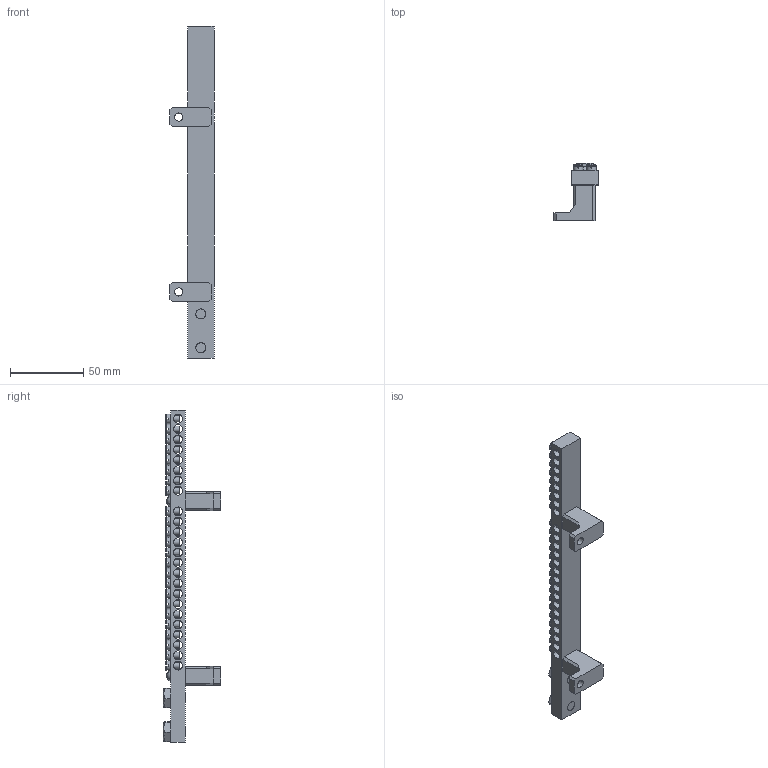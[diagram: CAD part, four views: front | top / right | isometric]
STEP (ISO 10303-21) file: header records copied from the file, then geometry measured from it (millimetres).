
FILE_DESCRIPTION (( 'STEP AP214' ), '1' );
FILE_NAME ('Øèíà N íîëü íà äâóõ óãë. èçîë. 200À ØÍÈ-10õ18-48-L2-Ñ IEK.STEP', '2023-04-13T12:57:46', ( '' ), ( '' ), 'SwSTEP 2.0', 'SolidWorks 2022', '' );
FILE_SCHEMA (( 'AUTOMOTIVE_DESIGN' ));
Length unit declared in the file: millimetre
Products named in the file (6): Шина N ноль на двух угл. изол. 200А ШНИ-10х18-48-L2-С IEK; Шина 24; Винт M8; Ножка; Винт М4; Винт М5
Assembly tree (55 placements, depth 2):
  Шина N ноль на двух угл. изол. 200А ШНИ-10х18-48-L2-С IEK
    Шина 24
    Ножка  x2
    Винт M8  x2
    Винт М4  x2
    Винт М5  x48
Bounding box: 30 x 39 x 226 mm (x, y, z)
Volume: 47094.2 mm3; surface area: 38547.3 mm2
Topology: 55 solids, 55 shells, 1404 faces, 3844 edges, 2560 vertices
Faces by surface type: plane 840, cylinder 364, torus 192, cone 4, sphere 4
Entity records: 12804 total; most frequent: CARTESIAN_POINT 4700, ORIENTED_EDGE 1696, DIRECTION 1530, EDGE_CURVE 848, AXIS2_PLACEMENT_3D 578, VERTEX_POINT 564, VECTOR 374, LINE 374
